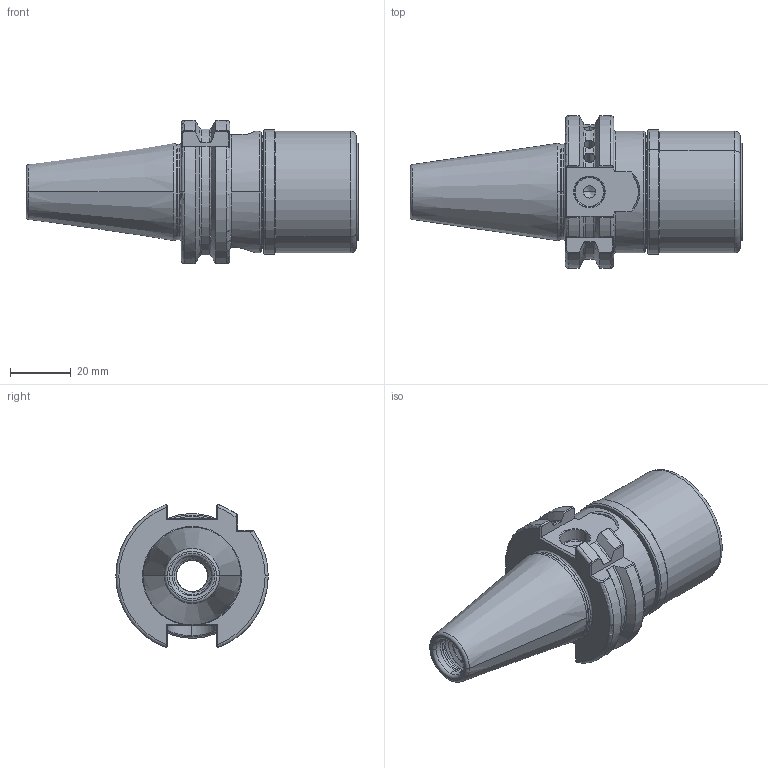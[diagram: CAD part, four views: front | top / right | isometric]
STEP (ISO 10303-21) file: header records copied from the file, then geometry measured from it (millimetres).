
FILE_DESCRIPTION (( 'STEP AP203' ), '1' );
FILE_NAME ('302.03.16.STEP', '2016-07-16T06:04:13', ( '' ), ( '' ), 'SwSTEP 2.0', 'SolidWorks 2012', '' );
FILE_SCHEMA (( 'CONFIG_CONTROL_DESIGN' ));
Length unit declared in the file: millimetre
Products named in the file (3): 2-01.B04.0160311D9_KPS16_無溝螺帽_加長型; 302.03.16
Assembly tree (2 placements, depth 2):
  302.03.16
    302.03.16
    2-01.B04.0160311D9_KPS16_無溝螺帽_加長型
Bounding box: 109 x 50 x 47.05 mm (x, y, z)
Volume: 74425 mm3; surface area: 32204.3 mm2
Topology: 2 solids, 2 shells, 329 faces, 846 edges, 522 vertices
Faces by surface type: cylinder 139, torus 59, plane 53, cone 50, bspline 28
Entity records: 23064 total; most frequent: CARTESIAN_POINT 15579, ORIENTED_EDGE 1676, DIRECTION 1358, EDGE_CURVE 838, AXIS2_PLACEMENT_3D 555, VERTEX_POINT 522, EDGE_LOOP 342, ADVANCED_FACE 329
